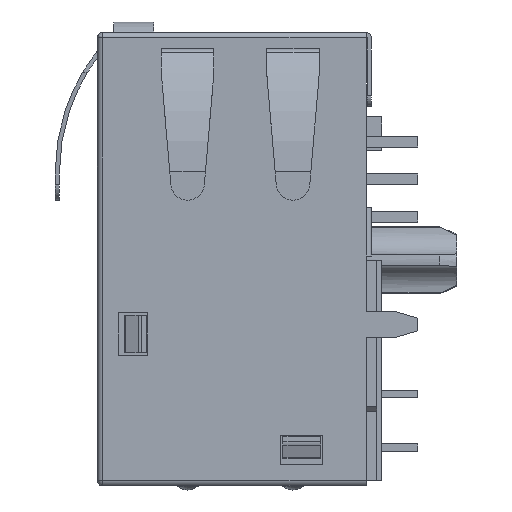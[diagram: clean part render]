
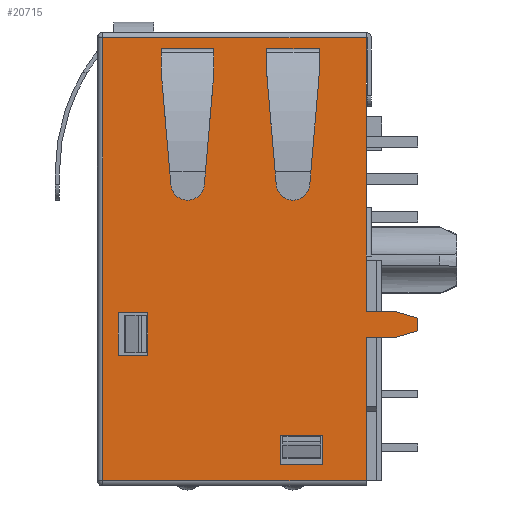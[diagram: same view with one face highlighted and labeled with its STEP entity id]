
A CAD part, left-side view. The second image highlights one B-rep face of the part: STEP entity #20715.
In plain terms, the highlighted planar face has unit normal (-1, 0, 0).
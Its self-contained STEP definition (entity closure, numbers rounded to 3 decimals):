
#6175=DIRECTION('',(0.,0.,-1.));
#6176=VECTOR('',#6175,21.);
#6177=CARTESIAN_POINT('',(-15.5,6.5,-0.25));
#6178=LINE('',#6177,#6176);
#6179=DIRECTION('',(0.,-1.,0.));
#6180=VECTOR('',#6179,12.5);
#6181=CARTESIAN_POINT('',(-15.5,6.5,-0.25));
#6182=LINE('',#6181,#6180);
#6183=DIRECTION('',(0.,0.,1.));
#6184=VECTOR('',#6183,8.05);
#6185=CARTESIAN_POINT('',(-15.5,-6.,-8.3));
#6186=LINE('',#6185,#6184);
#6187=DIRECTION('',(0.,0.,1.));
#6188=VECTOR('',#6187,2.3);
#6189=CARTESIAN_POINT('',(-15.5,-6.,-10.6));
#6190=LINE('',#6189,#6188);
#6191=DIRECTION('',(0.,0.,1.));
#6192=VECTOR('',#6191,2.65);
#6193=CARTESIAN_POINT('',(-15.5,-6.,-13.25));
#6194=LINE('',#6193,#6192);
#6195=DIRECTION('',(0.,-1.,0.));
#6196=VECTOR('',#6195,1.45);
#6197=CARTESIAN_POINT('',(-15.5,-6.,-13.25));
#6198=LINE('',#6197,#6196);
#6199=DIRECTION('',(0.,-0.958,-0.287));
#6200=VECTOR('',#6199,1.044);
#6201=CARTESIAN_POINT('',(-15.5,-7.45,-13.25));
#6202=LINE('',#6201,#6200);
#6203=DIRECTION('',(0.,0.,-1.));
#6204=VECTOR('',#6203,0.6);
#6205=CARTESIAN_POINT('',(-15.5,-8.45,-13.55));
#6206=LINE('',#6205,#6204);
#6207=DIRECTION('',(0.,0.958,-0.287));
#6208=VECTOR('',#6207,1.044);
#6209=CARTESIAN_POINT('',(-15.5,-8.45,-14.15));
#6210=LINE('',#6209,#6208);
#6211=DIRECTION('',(0.,1.,0.));
#6212=VECTOR('',#6211,1.45);
#6213=CARTESIAN_POINT('',(-15.5,-7.45,-14.45));
#6214=LINE('',#6213,#6212);
#6215=DIRECTION('',(0.,0.,1.));
#6216=VECTOR('',#6215,6.8);
#6217=CARTESIAN_POINT('',(-15.5,-6.,-21.25));
#6218=LINE('',#6217,#6216);
#6219=DIRECTION('',(0.,1.,0.));
#6220=VECTOR('',#6219,12.5);
#6221=CARTESIAN_POINT('',(-15.5,-6.,-21.25));
#6222=LINE('',#6221,#6220);
#6223=DIRECTION('',(0.,-1.,0.));
#6224=VECTOR('',#6223,1.4);
#6225=CARTESIAN_POINT('',(-15.5,5.75,-13.3));
#6226=LINE('',#6225,#6224);
#6227=DIRECTION('',(0.,0.,1.));
#6228=VECTOR('',#6227,2.);
#6229=CARTESIAN_POINT('',(-15.5,5.75,-15.3));
#6230=LINE('',#6229,#6228);
#6231=DIRECTION('',(0.,1.,0.));
#6232=VECTOR('',#6231,1.4);
#6233=CARTESIAN_POINT('',(-15.5,4.35,-15.3));
#6234=LINE('',#6233,#6232);
#6235=DIRECTION('',(0.,0.,-1.));
#6236=VECTOR('',#6235,2.);
#6237=CARTESIAN_POINT('',(-15.5,4.35,-13.3));
#6238=LINE('',#6237,#6236);
#6239=DIRECTION('',(0.,-1.,0.));
#6240=VECTOR('',#6239,2.);
#6241=CARTESIAN_POINT('',(-15.5,-1.95,-19.1));
#6242=LINE('',#6241,#6240);
#6243=DIRECTION('',(0.,0.,1.));
#6244=VECTOR('',#6243,1.4);
#6245=CARTESIAN_POINT('',(-15.5,-1.95,-20.5));
#6246=LINE('',#6245,#6244);
#6247=DIRECTION('',(0.,1.,0.));
#6248=VECTOR('',#6247,2.);
#6249=CARTESIAN_POINT('',(-15.5,-3.95,-20.5));
#6250=LINE('',#6249,#6248);
#6251=DIRECTION('',(0.,0.,-1.));
#6252=VECTOR('',#6251,1.4);
#6253=CARTESIAN_POINT('',(-15.5,-3.95,-19.1));
#6254=LINE('',#6253,#6252);
#6255=DIRECTION('',(0.,0.,-1.));
#6256=VECTOR('',#6255,0.431);
#6257=CARTESIAN_POINT('',(-15.5,-3.78,-0.776));
#6258=LINE('',#6257,#6256);
#6259=DIRECTION('',(0.,1.,0.));
#6260=VECTOR('',#6259,2.5);
#6261=CARTESIAN_POINT('',(-15.5,-3.78,-0.776));
#6262=LINE('',#6261,#6260);
#6263=DIRECTION('',(0.,0.,-1.));
#6264=VECTOR('',#6263,0.431);
#6265=CARTESIAN_POINT('',(-15.5,-1.28,-0.776));
#6266=LINE('',#6265,#6264);
#6267=DIRECTION('',(0.,1.,0.));
#6268=VECTOR('',#6267,2.5);
#6269=CARTESIAN_POINT('',(-15.5,-3.78,-1.207));
#6270=LINE('',#6269,#6268);
#6271=DIRECTION('',(0.,0.,-1.));
#6272=VECTOR('',#6271,0.431);
#6273=CARTESIAN_POINT('',(-15.5,1.22,-0.776));
#6274=LINE('',#6273,#6272);
#6275=DIRECTION('',(0.,1.,0.));
#6276=VECTOR('',#6275,2.5);
#6277=CARTESIAN_POINT('',(-15.5,1.22,-0.776));
#6278=LINE('',#6277,#6276);
#6279=DIRECTION('',(0.,0.,-1.));
#6280=VECTOR('',#6279,0.431);
#6281=CARTESIAN_POINT('',(-15.5,3.72,-0.776));
#6282=LINE('',#6281,#6280);
#6283=DIRECTION('',(0.,1.,0.));
#6284=VECTOR('',#6283,2.5);
#6285=CARTESIAN_POINT('',(-15.5,1.22,-1.207));
#6286=LINE('',#6285,#6284);
#10410=CARTESIAN_POINT('',(-15.5,1.22,-0.776));
#10411=CARTESIAN_POINT('',(-15.5,1.22,-1.207));
#10412=VERTEX_POINT('',#10410);
#10413=VERTEX_POINT('',#10411);
#10414=CARTESIAN_POINT('',(-15.5,3.72,-0.776));
#10415=CARTESIAN_POINT('',(-15.5,3.72,-1.207));
#10416=VERTEX_POINT('',#10414);
#10417=VERTEX_POINT('',#10415);
#10446=CARTESIAN_POINT('',(-15.5,-3.78,-0.776));
#10447=VERTEX_POINT('',#10446);
#10448=CARTESIAN_POINT('',(-15.5,-1.28,-0.776));
#10449=VERTEX_POINT('',#10448);
#10458=CARTESIAN_POINT('',(-15.5,-3.78,-1.207));
#10459=VERTEX_POINT('',#10458);
#10460=CARTESIAN_POINT('',(-15.5,-1.28,-1.207));
#10461=VERTEX_POINT('',#10460);
#10714=CARTESIAN_POINT('',(-15.5,-6.,-8.3));
#10715=VERTEX_POINT('',#10714);
#10718=CARTESIAN_POINT('',(-15.5,-6.,-10.6));
#10719=VERTEX_POINT('',#10718);
#10760=CARTESIAN_POINT('',(-15.5,-8.45,-13.55));
#10761=CARTESIAN_POINT('',(-15.5,-8.45,-14.15));
#10762=VERTEX_POINT('',#10760);
#10763=VERTEX_POINT('',#10761);
#10764=CARTESIAN_POINT('',(-15.5,-7.45,-14.45));
#10765=VERTEX_POINT('',#10764);
#10766=CARTESIAN_POINT('',(-15.5,-7.45,-13.25));
#10767=VERTEX_POINT('',#10766);
#10776=CARTESIAN_POINT('',(-15.5,-6.,-14.45));
#10777=VERTEX_POINT('',#10776);
#10778=CARTESIAN_POINT('',(-15.5,-6.,-13.25));
#10779=VERTEX_POINT('',#10778);
#10796=CARTESIAN_POINT('',(-15.5,6.5,-0.25));
#10797=CARTESIAN_POINT('',(-15.5,6.5,-21.25));
#10798=VERTEX_POINT('',#10796);
#10799=VERTEX_POINT('',#10797);
#10831=CARTESIAN_POINT('',(-15.5,-6.,-0.25));
#10833=VERTEX_POINT('',#10831);
#10836=CARTESIAN_POINT('',(-15.5,-6.,-21.25));
#10838=VERTEX_POINT('',#10836);
#11872=CARTESIAN_POINT('',(-15.5,-1.95,-19.1));
#11873=VERTEX_POINT('',#11872);
#11874=CARTESIAN_POINT('',(-15.5,-3.95,-19.1));
#11875=VERTEX_POINT('',#11874);
#11876=CARTESIAN_POINT('',(-15.5,-3.95,-20.5));
#11877=VERTEX_POINT('',#11876);
#11878=CARTESIAN_POINT('',(-15.5,-1.95,-20.5));
#11879=VERTEX_POINT('',#11878);
#11880=CARTESIAN_POINT('',(-15.5,5.75,-13.3));
#11881=VERTEX_POINT('',#11880);
#11882=CARTESIAN_POINT('',(-15.5,4.35,-13.3));
#11883=VERTEX_POINT('',#11882);
#11884=CARTESIAN_POINT('',(-15.5,4.35,-15.3));
#11885=VERTEX_POINT('',#11884);
#11886=CARTESIAN_POINT('',(-15.5,5.75,-15.3));
#11887=VERTEX_POINT('',#11886);
#20648=CARTESIAN_POINT('',(-15.5,6.75,0.));
#20649=DIRECTION('',(-1.,0.,0.));
#20650=DIRECTION('',(0.,-1.,0.));
#20651=AXIS2_PLACEMENT_3D('',#20648,#20649,#20650);
#20652=PLANE('',#20651);
#20654=ORIENTED_EDGE('',*,*,#20653,.F.);
#20655=ORIENTED_EDGE('',*,*,#20641,.T.);
#20656=ORIENTED_EDGE('',*,*,#13686,.F.);
#20658=ORIENTED_EDGE('',*,*,#20657,.F.);
#20659=ORIENTED_EDGE('',*,*,#13678,.F.);
#20661=ORIENTED_EDGE('',*,*,#20660,.T.);
#20663=ORIENTED_EDGE('',*,*,#20662,.T.);
#20665=ORIENTED_EDGE('',*,*,#20664,.T.);
#20667=ORIENTED_EDGE('',*,*,#20666,.T.);
#20669=ORIENTED_EDGE('',*,*,#20668,.T.);
#20670=ORIENTED_EDGE('',*,*,#13670,.F.);
#20672=ORIENTED_EDGE('',*,*,#20671,.T.);
#20673=EDGE_LOOP('',(#20654,#20655,#20656,#20658,#20659,#20661,#20663,#20665,
#20667,#20669,#20670,#20672));
#20674=FACE_OUTER_BOUND('',#20673,.F.);
#20676=ORIENTED_EDGE('',*,*,#20675,.F.);
#20678=ORIENTED_EDGE('',*,*,#20677,.F.);
#20680=ORIENTED_EDGE('',*,*,#20679,.F.);
#20682=ORIENTED_EDGE('',*,*,#20681,.F.);
#20683=EDGE_LOOP('',(#20676,#20678,#20680,#20682));
#20684=FACE_BOUND('',#20683,.F.);
#20686=ORIENTED_EDGE('',*,*,#20685,.F.);
#20688=ORIENTED_EDGE('',*,*,#20687,.F.);
#20690=ORIENTED_EDGE('',*,*,#20689,.F.);
#20692=ORIENTED_EDGE('',*,*,#20691,.F.);
#20693=EDGE_LOOP('',(#20686,#20688,#20690,#20692));
#20694=FACE_BOUND('',#20693,.F.);
#20696=ORIENTED_EDGE('',*,*,#20695,.F.);
#20698=ORIENTED_EDGE('',*,*,#20697,.T.);
#20700=ORIENTED_EDGE('',*,*,#20699,.T.);
#20702=ORIENTED_EDGE('',*,*,#20701,.F.);
#20703=EDGE_LOOP('',(#20696,#20698,#20700,#20702));
#20704=FACE_BOUND('',#20703,.F.);
#20706=ORIENTED_EDGE('',*,*,#20705,.F.);
#20708=ORIENTED_EDGE('',*,*,#20707,.T.);
#20710=ORIENTED_EDGE('',*,*,#20709,.T.);
#20712=ORIENTED_EDGE('',*,*,#20711,.F.);
#20713=EDGE_LOOP('',(#20706,#20708,#20710,#20712));
#20714=FACE_BOUND('',#20713,.F.);
#13670=EDGE_CURVE('',#10838,#10777,#6218,.T.);
#13678=EDGE_CURVE('',#10779,#10719,#6194,.T.);
#13686=EDGE_CURVE('',#10715,#10833,#6186,.T.);
#20641=EDGE_CURVE('',#10798,#10833,#6182,.T.);
#20653=EDGE_CURVE('',#10798,#10799,#6178,.T.);
#20657=EDGE_CURVE('',#10719,#10715,#6190,.T.);
#20660=EDGE_CURVE('',#10779,#10767,#6198,.T.);
#20662=EDGE_CURVE('',#10767,#10762,#6202,.T.);
#20664=EDGE_CURVE('',#10762,#10763,#6206,.T.);
#20666=EDGE_CURVE('',#10763,#10765,#6210,.T.);
#20668=EDGE_CURVE('',#10765,#10777,#6214,.T.);
#20671=EDGE_CURVE('',#10838,#10799,#6222,.T.);
#20675=EDGE_CURVE('',#11881,#11883,#6226,.T.);
#20677=EDGE_CURVE('',#11887,#11881,#6230,.T.);
#20679=EDGE_CURVE('',#11885,#11887,#6234,.T.);
#20681=EDGE_CURVE('',#11883,#11885,#6238,.T.);
#20685=EDGE_CURVE('',#11873,#11875,#6242,.T.);
#20687=EDGE_CURVE('',#11879,#11873,#6246,.T.);
#20689=EDGE_CURVE('',#11877,#11879,#6250,.T.);
#20691=EDGE_CURVE('',#11875,#11877,#6254,.T.);
#20695=EDGE_CURVE('',#10447,#10459,#6258,.T.);
#20697=EDGE_CURVE('',#10447,#10449,#6262,.T.);
#20699=EDGE_CURVE('',#10449,#10461,#6266,.T.);
#20701=EDGE_CURVE('',#10459,#10461,#6270,.T.);
#20705=EDGE_CURVE('',#10412,#10413,#6274,.T.);
#20707=EDGE_CURVE('',#10412,#10416,#6278,.T.);
#20709=EDGE_CURVE('',#10416,#10417,#6282,.T.);
#20711=EDGE_CURVE('',#10413,#10417,#6286,.T.);
#20715=ADVANCED_FACE('',(#20674,#20684,#20694,#20704,#20714),#20652,.T.);
